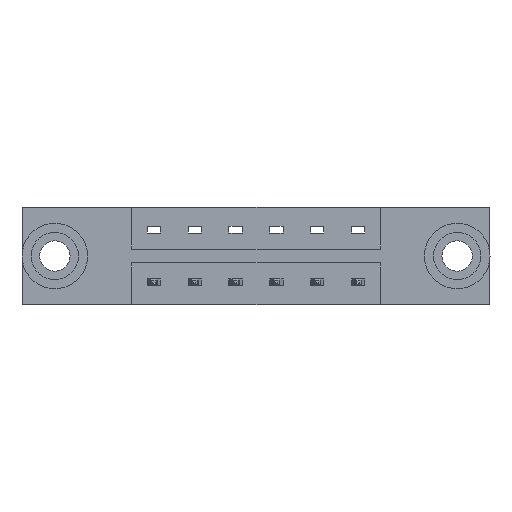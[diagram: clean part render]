
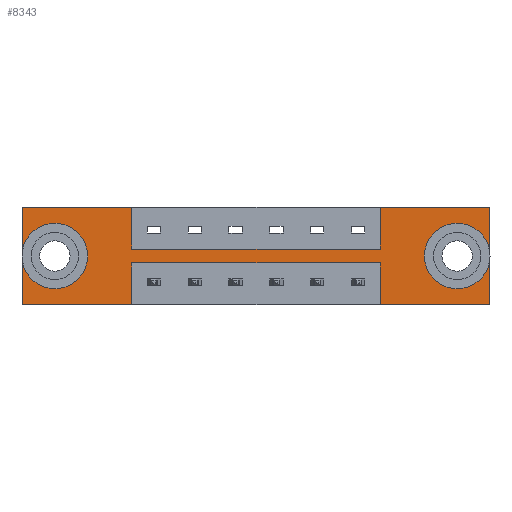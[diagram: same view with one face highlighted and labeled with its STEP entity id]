
A CAD part, front view. The second image highlights one B-rep face of the part: STEP entity #8343.
In plain terms, the highlighted planar face has unit normal (0, -1, 0).
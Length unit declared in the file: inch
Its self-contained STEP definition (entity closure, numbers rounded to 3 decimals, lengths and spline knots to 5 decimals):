
#11 = VECTOR ( 'NONE', #5400, 39.37008 ) ;
#24 = VERTEX_POINT ( 'NONE', #1676 ) ;
#52 = CIRCLE ( 'NONE', #8231, 0.078 ) ;
#96 = EDGE_CURVE ( 'NONE', #7573, #5199, #52, .T. ) ;
#111 = DIRECTION ( 'NONE',  ( 0., 1., 0. ) ) ;
#134 = CARTESIAN_POINT ( 'NONE',  ( 0.4175, 0., -0.1585 ) ) ;
#217 = VECTOR ( 'NONE', #7814, 39.37008 ) ;
#225 = DIRECTION ( 'NONE',  ( 1., 0., 0. ) ) ;
#271 = AXIS2_PLACEMENT_3D ( 'NONE', #6587, #3966, #8098 ) ;
#283 = ORIENTED_EDGE ( 'NONE', *, *, #7642, .F. ) ;
#288 = VECTOR ( 'NONE', #8980, 39.37008 ) ;
#304 = AXIS2_PLACEMENT_3D ( 'NONE', #3934, #6698, #8117 ) ;
#420 = CARTESIAN_POINT ( 'NONE',  ( 0.125, 0., -0.107 ) ) ;
#764 = ORIENTED_EDGE ( 'NONE', *, *, #2353, .F. ) ;
#784 = VERTEX_POINT ( 'NONE', #4730 ) ;
#806 = ORIENTED_EDGE ( 'NONE', *, *, #4135, .F. ) ;
#867 = CIRCLE ( 'NONE', #271, 0.078 ) ;
#911 = DIRECTION ( 'NONE',  ( 0., 0., -1. ) ) ;
#943 = EDGE_CURVE ( 'NONE', #784, #6392, #8515, .T. ) ;
#1013 = LINE ( 'NONE', #5132, #217 ) ;
#1139 = FACE_OUTER_BOUND ( 'NONE', #2405, .T. ) ;
#1166 = EDGE_CURVE ( 'NONE', #1744, #2776, #8661, .T. ) ;
#1185 = FACE_BOUND ( 'NONE', #5328, .T. ) ;
#1238 = ORIENTED_EDGE ( 'NONE', *, *, #5518, .T. ) ;
#1258 = VECTOR ( 'NONE', #911, 39.37008 ) ;
#1336 = CARTESIAN_POINT ( 'NONE',  ( 0., 0., 0. ) ) ;
#1406 = VERTEX_POINT ( 'NONE', #1336 ) ;
#1527 = VERTEX_POINT ( 'NONE', #8519 ) ;
#1551 = DIRECTION ( 'NONE',  ( 0., 1., 0. ) ) ;
#1589 = EDGE_CURVE ( 'NONE', #2795, #8072, #3252, .T. ) ;
#1606 = CARTESIAN_POINT ( 'NONE',  ( 1.659, 0., -0.263 ) ) ;
#1675 = DIRECTION ( 'NONE',  ( 1., 0., 0. ) ) ;
#1676 = CARTESIAN_POINT ( 'NONE',  ( 1.3665, 0., -0.37 ) ) ;
#1744 = VERTEX_POINT ( 'NONE', #7522 ) ;
#1870 = ORIENTED_EDGE ( 'NONE', *, *, #2446, .F. ) ;
#1935 = CARTESIAN_POINT ( 'NONE',  ( 1.784, 0., -0.37 ) ) ;
#1987 = VECTOR ( 'NONE', #8533, 39.37008 ) ;
#2128 = DIRECTION ( 'NONE',  ( 0., 1., 0. ) ) ;
#2353 = EDGE_CURVE ( 'NONE', #8875, #2795, #1013, .T. ) ;
#2397 = EDGE_CURVE ( 'NONE', #1527, #8875, #3630, .T. ) ;
#2405 = EDGE_LOOP ( 'NONE', ( #283, #1870, #4560, #8727, #3623, #806, #8626, #3982, #4619, #8785, #764, #8923 ) ) ;
#2446 = EDGE_CURVE ( 'NONE', #6392, #24, #7347, .T. ) ;
#2591 = CARTESIAN_POINT ( 'NONE',  ( 0., 0., 0. ) ) ;
#2610 = CARTESIAN_POINT ( 'NONE',  ( 0., 0., 0. ) ) ;
#2626 = CARTESIAN_POINT ( 'NONE',  ( 0., 0., -0.37 ) ) ;
#2695 = VERTEX_POINT ( 'NONE', #5588 ) ;
#2742 = VERTEX_POINT ( 'NONE', #1606 ) ;
#2776 = VERTEX_POINT ( 'NONE', #5767 ) ;
#2795 = VERTEX_POINT ( 'NONE', #7703 ) ;
#2849 = ORIENTED_EDGE ( 'NONE', *, *, #5735, .T. ) ;
#2942 = DIRECTION ( 'NONE',  ( 0., 0., -1. ) ) ;
#2950 = CARTESIAN_POINT ( 'NONE',  ( 0.4175, 0., -0.2115 ) ) ;
#3069 = CARTESIAN_POINT ( 'NONE',  ( 0.4175, 0., -0.1585 ) ) ;
#3252 = LINE ( 'NONE', #3896, #4331 ) ;
#3312 = CIRCLE ( 'NONE', #8383, 0.078 ) ;
#3507 = CARTESIAN_POINT ( 'NONE',  ( 1.659, 0., -0.185 ) ) ;
#3623 = ORIENTED_EDGE ( 'NONE', *, *, #1166, .F. ) ;
#3630 = LINE ( 'NONE', #2950, #1987 ) ;
#3720 = LINE ( 'NONE', #6482, #8704 ) ;
#3743 = VECTOR ( 'NONE', #8041, 39.37008 ) ;
#3767 = EDGE_CURVE ( 'NONE', #1406, #2695, #8586, .T. ) ;
#3781 = DIRECTION ( 'NONE',  ( 0., 0., 1. ) ) ;
#3796 = CARTESIAN_POINT ( 'NONE',  ( 1.784, 0., 0. ) ) ;
#3896 = CARTESIAN_POINT ( 'NONE',  ( 0., 0., -0.37 ) ) ;
#3920 = LINE ( 'NONE', #2591, #6839 ) ;
#3934 = CARTESIAN_POINT ( 'NONE',  ( 0., 0., -0.37 ) ) ;
#3966 = DIRECTION ( 'NONE',  ( 0., 1., 0. ) ) ;
#3980 = FACE_BOUND ( 'NONE', #4277, .T. ) ;
#3982 = ORIENTED_EDGE ( 'NONE', *, *, #3767, .F. ) ;
#4135 = EDGE_CURVE ( 'NONE', #8417, #1744, #3720, .T. ) ;
#4277 = EDGE_LOOP ( 'NONE', ( #7849, #7994 ) ) ;
#4331 = VECTOR ( 'NONE', #7937, 39.37008 ) ;
#4345 = DIRECTION ( 'NONE',  ( 0., 0., 1. ) ) ;
#4434 = EDGE_CURVE ( 'NONE', #5199, #7573, #3312, .T. ) ;
#4560 = ORIENTED_EDGE ( 'NONE', *, *, #943, .F. ) ;
#4619 = ORIENTED_EDGE ( 'NONE', *, *, #5689, .F. ) ;
#4718 = CARTESIAN_POINT ( 'NONE',  ( 0., 0., -0.37 ) ) ;
#4730 = CARTESIAN_POINT ( 'NONE',  ( 1.784, 0., 0. ) ) ;
#4911 = DIRECTION ( 'NONE',  ( 0., 0., -1. ) ) ;
#5132 = CARTESIAN_POINT ( 'NONE',  ( 0.4175, 0., -0.2115 ) ) ;
#5199 = VERTEX_POINT ( 'NONE', #8278 ) ;
#5236 = CARTESIAN_POINT ( 'NONE',  ( 1.659, 0., -0.107 ) ) ;
#5237 = VECTOR ( 'NONE', #1675, 39.37008 ) ;
#5328 = EDGE_LOOP ( 'NONE', ( #1238, #2849 ) ) ;
#5400 = DIRECTION ( 'NONE',  ( 1., 0., 0. ) ) ;
#5518 = EDGE_CURVE ( 'NONE', #8617, #2742, #8857, .T. ) ;
#5588 = CARTESIAN_POINT ( 'NONE',  ( 0.4175, 0., 0. ) ) ;
#5594 = LINE ( 'NONE', #6980, #288 ) ;
#5689 = EDGE_CURVE ( 'NONE', #8072, #1406, #3920, .T. ) ;
#5735 = EDGE_CURVE ( 'NONE', #2742, #8617, #867, .T. ) ;
#5767 = CARTESIAN_POINT ( 'NONE',  ( 1.3665, 0., 0. ) ) ;
#6392 = VERTEX_POINT ( 'NONE', #1935 ) ;
#6395 = LINE ( 'NONE', #134, #8579 ) ;
#6482 = CARTESIAN_POINT ( 'NONE',  ( 0.4175, 0., -0.1585 ) ) ;
#6572 = EDGE_CURVE ( 'NONE', #2695, #8417, #6395, .T. ) ;
#6587 = CARTESIAN_POINT ( 'NONE',  ( 1.659, 0., -0.185 ) ) ;
#6698 = DIRECTION ( 'NONE',  ( 0., -1., 0. ) ) ;
#6836 = AXIS2_PLACEMENT_3D ( 'NONE', #3507, #2128, #4911 ) ;
#6839 = VECTOR ( 'NONE', #8859, 39.37008 ) ;
#6980 = CARTESIAN_POINT ( 'NONE',  ( 1.3665, 0., -0.2115 ) ) ;
#7230 = CARTESIAN_POINT ( 'NONE',  ( 0.125, 0., -0.185 ) ) ;
#7285 = PLANE ( 'NONE',  #304 ) ;
#7347 = LINE ( 'NONE', #2626, #3743 ) ;
#7522 = CARTESIAN_POINT ( 'NONE',  ( 1.3665, 0., -0.1585 ) ) ;
#7573 = VERTEX_POINT ( 'NONE', #420 ) ;
#7642 = EDGE_CURVE ( 'NONE', #24, #1527, #5594, .T. ) ;
#7703 = CARTESIAN_POINT ( 'NONE',  ( 0.4175, 0., -0.37 ) ) ;
#7807 = VECTOR ( 'NONE', #8705, 39.37008 ) ;
#7814 = DIRECTION ( 'NONE',  ( 0., 0., -1. ) ) ;
#7849 = ORIENTED_EDGE ( 'NONE', *, *, #96, .T. ) ;
#7937 = DIRECTION ( 'NONE',  ( -1., 0., 0. ) ) ;
#7993 = CARTESIAN_POINT ( 'NONE',  ( 1.3665, 0., -0.1585 ) ) ;
#7994 = ORIENTED_EDGE ( 'NONE', *, *, #4434, .T. ) ;
#8041 = DIRECTION ( 'NONE',  ( -1., 0., 0. ) ) ;
#8072 = VERTEX_POINT ( 'NONE', #4718 ) ;
#8098 = DIRECTION ( 'NONE',  ( 0., 0., -1. ) ) ;
#8117 = DIRECTION ( 'NONE',  ( 0., 0., -1. ) ) ;
#8137 = CARTESIAN_POINT ( 'NONE',  ( 0., 0., 0. ) ) ;
#8214 = CARTESIAN_POINT ( 'NONE',  ( 0.125, 0., -0.185 ) ) ;
#8231 = AXIS2_PLACEMENT_3D ( 'NONE', #7230, #111, #3781 ) ;
#8278 = CARTESIAN_POINT ( 'NONE',  ( 0.125, 0., -0.263 ) ) ;
#8343 = ADVANCED_FACE ( 'NONE', ( #1185, #3980, #1139 ), #7285, .T. ) ;
#8383 = AXIS2_PLACEMENT_3D ( 'NONE', #8214, #1551, #4345 ) ;
#8417 = VERTEX_POINT ( 'NONE', #3069 ) ;
#8515 = LINE ( 'NONE', #3796, #1258 ) ;
#8519 = CARTESIAN_POINT ( 'NONE',  ( 1.3665, 0., -0.2115 ) ) ;
#8533 = DIRECTION ( 'NONE',  ( -1., 0., 0. ) ) ;
#8579 = VECTOR ( 'NONE', #2942, 39.37008 ) ;
#8586 = LINE ( 'NONE', #8137, #5237 ) ;
#8591 = EDGE_CURVE ( 'NONE', #2776, #784, #8829, .T. ) ;
#8617 = VERTEX_POINT ( 'NONE', #5236 ) ;
#8626 = ORIENTED_EDGE ( 'NONE', *, *, #6572, .F. ) ;
#8661 = LINE ( 'NONE', #7993, #7807 ) ;
#8704 = VECTOR ( 'NONE', #225, 39.37008 ) ;
#8705 = DIRECTION ( 'NONE',  ( 0., 0., 1. ) ) ;
#8727 = ORIENTED_EDGE ( 'NONE', *, *, #8591, .F. ) ;
#8785 = ORIENTED_EDGE ( 'NONE', *, *, #1589, .F. ) ;
#8806 = CARTESIAN_POINT ( 'NONE',  ( 0.4175, 0., -0.2115 ) ) ;
#8829 = LINE ( 'NONE', #2610, #11 ) ;
#8857 = CIRCLE ( 'NONE', #6836, 0.078 ) ;
#8859 = DIRECTION ( 'NONE',  ( 0., 0., 1. ) ) ;
#8875 = VERTEX_POINT ( 'NONE', #8806 ) ;
#8923 = ORIENTED_EDGE ( 'NONE', *, *, #2397, .F. ) ;
#8980 = DIRECTION ( 'NONE',  ( 0., 0., 1. ) ) ;
